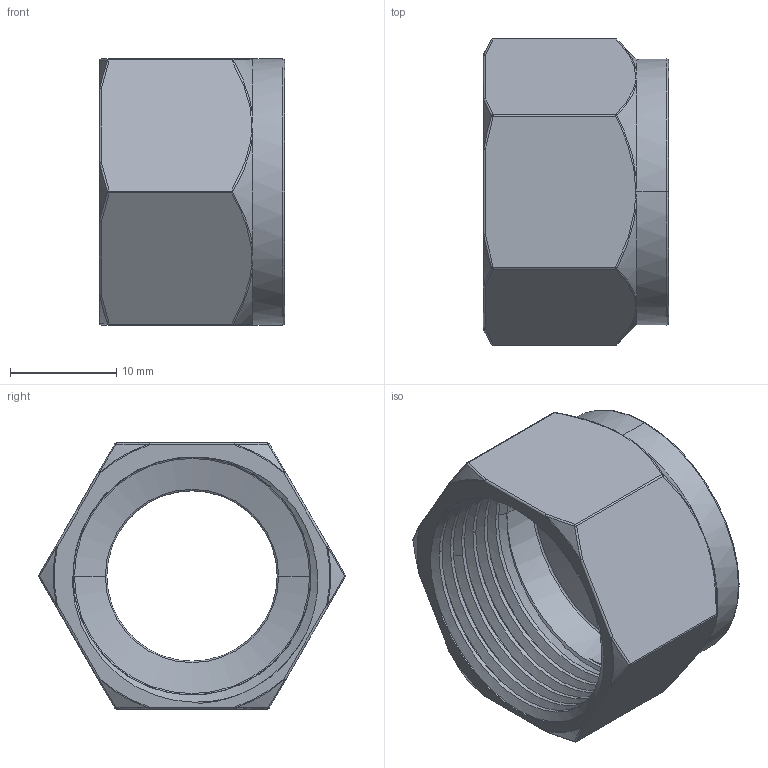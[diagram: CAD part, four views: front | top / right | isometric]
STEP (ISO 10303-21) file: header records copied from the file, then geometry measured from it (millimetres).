
FILE_DESCRIPTION((''),'2;1');
FILE_NAME('001_TUBE_NUT','2025-06-20T14:37:01',('Administrator'),(''),'CREO PARAMETRIC BY PTC INC, 2020184','CREO PARAMETRIC BY PTC INC, 2020184','');
FILE_SCHEMA(('AUTOMOTIVE_DESIGN { 1 0 10303 214 1 1 1 1 }'));
Length unit declared in the file: millimetre
Products named in the file (1): 001_TUBE_NUT
Bounding box: 17.4 x 28.81 x 25 mm (x, y, z)
Volume: 2805.1 mm3; surface area: 3631.2 mm2
Topology: 1 solids, 1 shells, 125 faces, 277 edges, 162 vertices
Faces by surface type: bspline 33, cylinder 30, sphere 24, cone 16, torus 14, plane 8
Entity records: 7471 total; most frequent: CARTESIAN_POINT 4793, ORIENTED_EDGE 542, DIRECTION 479, EDGE_CURVE 271, AXIS2_PLACEMENT_3D 211, VERTEX_POINT 148, EDGE_LOOP 127, FACE_OUTER_BOUND 125
